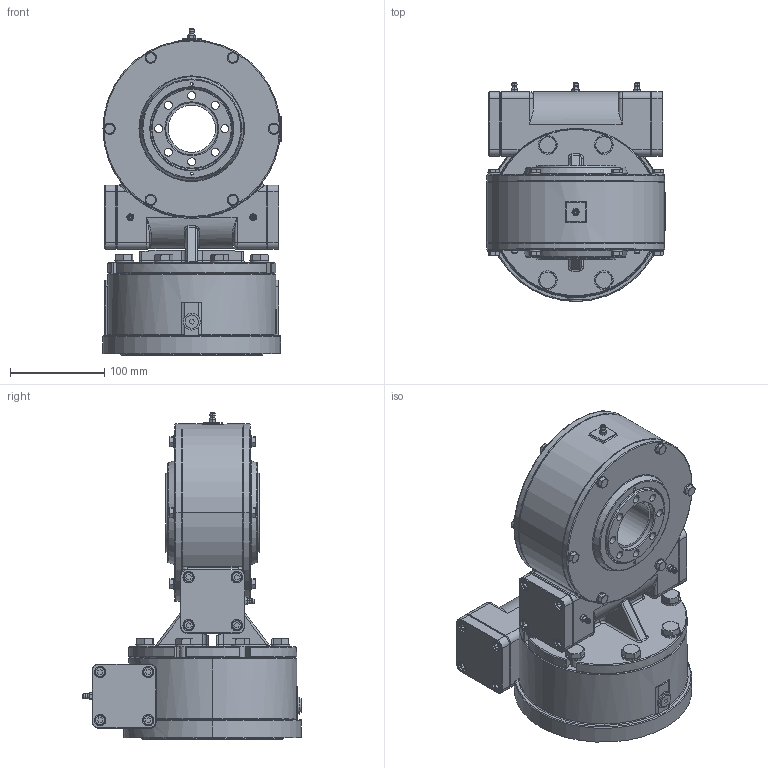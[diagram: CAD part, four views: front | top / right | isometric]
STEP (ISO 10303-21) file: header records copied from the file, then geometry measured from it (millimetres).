
FILE_DESCRIPTION (( 'STEP AP214' ), '1' );
FILE_NAME ('DAD160-Z0.STEP', '2018-04-16T09:58:43', ( '' ), ( '' ), 'SwSTEP 2.0', 'SolidWorks 2016', '' );
FILE_SCHEMA (( 'AUTOMOTIVE_DESIGN' ));
Length unit declared in the file: millimetre
Products named in the file (1): DAD160-Z0
Bounding box: 188.5 x 231.7 x 346 mm (x, y, z)
Surface area: 424011.5 mm2 (no closed solid volume)
Topology: 0 solids, 124 shells, 1384 faces, 4628 edges, 3357 vertices
Faces by surface type: plane 570, cylinder 379, cone 269, torus 131, bspline 35
Entity records: 73358 total; most frequent: CARTESIAN_POINT 18911, DIRECTION 8000, ORIENTED_EDGE 7239, EDGE_CURVE 4620, VERTEX_POINT 3357, AXIS2_PLACEMENT_3D 2905, VECTOR 2190, LINE 2190
